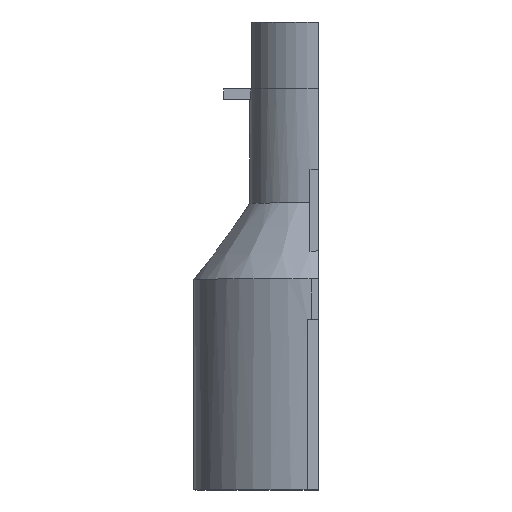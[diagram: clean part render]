
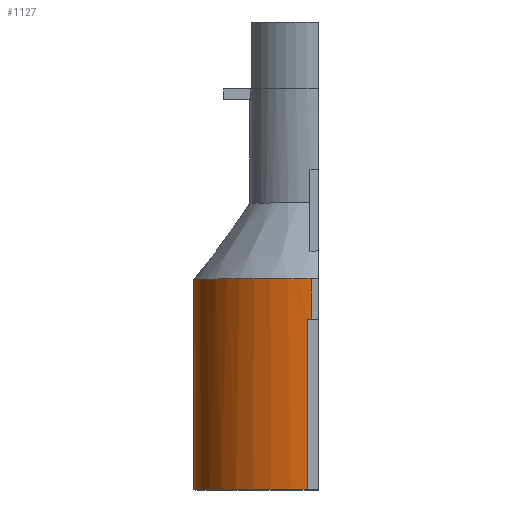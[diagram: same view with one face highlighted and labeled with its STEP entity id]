
A CAD part, left-side view. The second image highlights one B-rep face of the part: STEP entity #1127.
In plain terms, the highlighted cylindrical face has radius 28.005 mm (diameter 56.01 mm), a partial arc.
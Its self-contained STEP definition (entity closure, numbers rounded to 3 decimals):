
#60=B_SPLINE_CURVE_WITH_KNOTS('',3,(#2113,#2114,#2115,#2116,#2117,#2118,
#2119,#2120,#2121,#2122,#2123,#2124,#2125,#2126,#2127,#2128,#2129,#2130),
 .UNSPECIFIED.,.F.,.F.,(4,2,2,2,2,2,2,2,4),(4.274,4.756,
5.282,5.809,6.336,6.862,7.388,
7.914,8.282),.UNSPECIFIED.);
#146=FACE_OUTER_BOUND('',#214,.T.);
#214=EDGE_LOOP('',(#960,#961,#962,#963,#964,#965,#966));
#286=LINE('',#2008,#378);
#303=LINE('',#2111,#395);
#319=LINE('',#2661,#411);
#378=VECTOR('',#1357,10.);
#395=VECTOR('',#1416,10.);
#411=VECTOR('',#1456,10.);
#435=CIRCLE('',#1179,28.005);
#436=CIRCLE('',#1181,28.005);
#453=CIRCLE('',#1212,28.005);
#477=VERTEX_POINT('',#1564);
#478=VERTEX_POINT('',#1566);
#480=VERTEX_POINT('',#1572);
#524=VERTEX_POINT('',#2007);
#544=VERTEX_POINT('',#2101);
#545=VERTEX_POINT('',#2103);
#546=VERTEX_POINT('',#2107);
#591=EDGE_CURVE('',#478,#477,#435,.T.);
#594=EDGE_CURVE('',#478,#480,#436,.T.);
#646=EDGE_CURVE('',#480,#524,#286,.T.);
#676=EDGE_CURVE('',#545,#544,#453,.T.);
#679=EDGE_CURVE('',#546,#544,#303,.T.);
#680=EDGE_CURVE('',#524,#546,#60,.T.);
#715=EDGE_CURVE('',#477,#545,#319,.T.);
#960=ORIENTED_EDGE('',*,*,#591,.T.);
#961=ORIENTED_EDGE('',*,*,#715,.T.);
#962=ORIENTED_EDGE('',*,*,#676,.T.);
#963=ORIENTED_EDGE('',*,*,#679,.F.);
#964=ORIENTED_EDGE('',*,*,#680,.F.);
#965=ORIENTED_EDGE('',*,*,#646,.F.);
#966=ORIENTED_EDGE('',*,*,#594,.F.);
#1085=CYLINDRICAL_SURFACE('',#1225,28.005);
#1127=ADVANCED_FACE('',(#146),#1085,.T.);
#1179=AXIS2_PLACEMENT_3D('',#1567,#1293,#1294);
#1181=AXIS2_PLACEMENT_3D('',#1573,#1299,#1300);
#1212=AXIS2_PLACEMENT_3D('',#2104,#1411,#1412);
#1225=AXIS2_PLACEMENT_3D('',#2660,#1454,#1455);
#1293=DIRECTION('center_axis',(0.,0.,
-1.));
#1294=DIRECTION('ref_axis',(1.,0.,0.));
#1299=DIRECTION('center_axis',(0.,0.,
-1.));
#1300=DIRECTION('ref_axis',(1.,0.,0.));
#1357=DIRECTION('',(0.,0.,1.));
#1411=DIRECTION('center_axis',(0.,0.,
1.));
#1412=DIRECTION('ref_axis',(1.,0.,0.));
#1416=DIRECTION('',(0.,0.,-1.));
#1454=DIRECTION('center_axis',(0.,0.,
1.));
#1455=DIRECTION('ref_axis',(1.,0.,0.));
#1456=DIRECTION('',(0.,0.,1.));
#1564=CARTESIAN_POINT('',(-117.893,2.507,-4.534));
#1566=CARTESIAN_POINT('',(-117.96,1.593,-4.534));
#1567=CARTESIAN_POINT('Origin',(-90.,0.,-4.534));
#1572=CARTESIAN_POINT('',(-90.54,28.,-4.534));
#1573=CARTESIAN_POINT('Origin',(-90.,0.,-4.534));
#2007=CARTESIAN_POINT('',(-90.54,28.,42.842));
#2008=CARTESIAN_POINT('',(-90.54,28.,-4.534));
#2101=CARTESIAN_POINT('',(-117.96,1.593,33.822));
#2103=CARTESIAN_POINT('',(-117.893,2.507,33.822));
#2104=CARTESIAN_POINT('Origin',(-90.,0.,33.822));
#2107=CARTESIAN_POINT('',(-117.96,1.593,42.964));
#2111=CARTESIAN_POINT('',(-117.96,1.593,-4.534));
#2113=CARTESIAN_POINT('Ctrl Pts',(-90.54,28.,42.842));
#2114=CARTESIAN_POINT('Ctrl Pts',(-92.156,27.969,42.849));
#2115=CARTESIAN_POINT('Ctrl Pts',(-93.816,27.795,42.857));
#2116=CARTESIAN_POINT('Ctrl Pts',(-97.273,27.107,42.872));
#2117=CARTESIAN_POINT('Ctrl Pts',(-99.068,26.562,42.88));
#2118=CARTESIAN_POINT('Ctrl Pts',(-102.51,25.125,42.895));
#2119=CARTESIAN_POINT('Ctrl Pts',(-104.159,24.232,42.903));
#2120=CARTESIAN_POINT('Ctrl Pts',(-107.209,22.17,42.916));
#2121=CARTESIAN_POINT('Ctrl Pts',(-108.609,21.002,42.922));
#2122=CARTESIAN_POINT('Ctrl Pts',(-111.085,18.515,42.933));
#2123=CARTESIAN_POINT('Ctrl Pts',(-112.245,17.112,42.938));
#2124=CARTESIAN_POINT('Ctrl Pts',(-114.29,14.059,42.947));
#2125=CARTESIAN_POINT('Ctrl Pts',(-115.175,12.408,42.951));
#2126=CARTESIAN_POINT('Ctrl Pts',(-116.596,8.967,42.958));
#2127=CARTESIAN_POINT('Ctrl Pts',(-117.133,7.173,42.96));
#2128=CARTESIAN_POINT('Ctrl Pts',(-117.732,4.107,42.963));
#2129=CARTESIAN_POINT('Ctrl Pts',(-117.889,2.84,42.963));
#2130=CARTESIAN_POINT('Ctrl Pts',(-117.96,1.593,42.964));
#2660=CARTESIAN_POINT('Origin',(-90.,0.,-4.534));
#2661=CARTESIAN_POINT('',(-117.893,2.507,-4.534));
